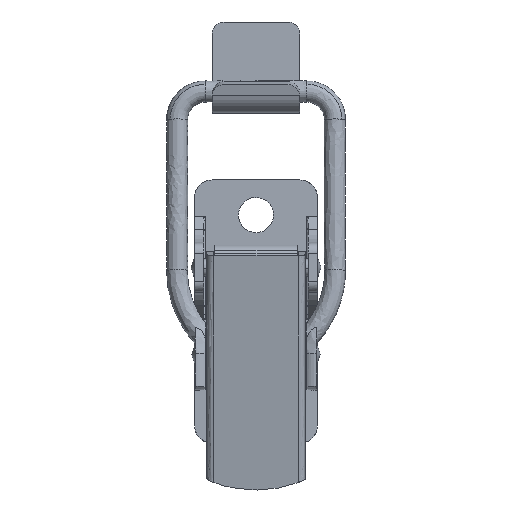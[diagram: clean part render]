
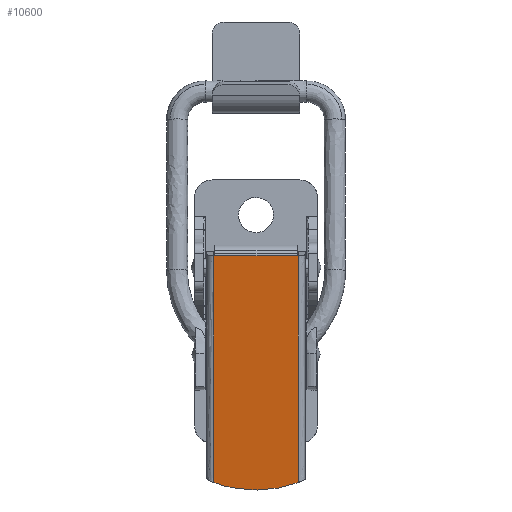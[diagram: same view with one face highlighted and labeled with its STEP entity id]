
A CAD part, front view. The second image highlights one B-rep face of the part: STEP entity #10600.
In plain terms, the highlighted free-form (B-spline) face has degree [1, 1] with [2, 2] control points.
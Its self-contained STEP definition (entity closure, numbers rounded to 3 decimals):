
#8314=CARTESIAN_POINT('',(-15.3,11.75,-45.697));
#8315=VERTEX_POINT('',#8314);
#8331=CARTESIAN_POINT('',(-15.3,-11.75,-45.697));
#8332=VERTEX_POINT('',#8331);
#8333=CARTESIAN_POINT('',(-15.3,-11.75,-45.697));
#8334=CARTESIAN_POINT('',(-15.3,11.75,-45.697));
#8335=QUASI_UNIFORM_CURVE('',1,(#8333,#8334),.UNSPECIFIED.,.F.,.U.);
#8336=EDGE_CURVE('',#8332,#8315,#8335,.T.);
#8614=CARTESIAN_POINT('',(-15.3,-11.75,-45.7));
#8615=VERTEX_POINT('',#8614);
#8616=CARTESIAN_POINT('',(-15.3,-11.75,-45.697));
#8617=CARTESIAN_POINT('',(-15.3,-11.75,-45.7));
#8618=QUASI_UNIFORM_CURVE('',1,(#8616,#8617),.UNSPECIFIED.,.F.,.U.);
#8619=EDGE_CURVE('',#8332,#8615,#8618,.T.);
#8647=CARTESIAN_POINT('',(-15.3,11.75,-45.7));
#8648=VERTEX_POINT('',#8647);
#8649=CARTESIAN_POINT('',(-15.3,11.75,-45.697));
#8650=CARTESIAN_POINT('',(-15.3,11.75,-45.7));
#8651=QUASI_UNIFORM_CURVE('',1,(#8649,#8650),.UNSPECIFIED.,.F.,.U.);
#8652=EDGE_CURVE('',#8315,#8648,#8651,.T.);
#10079=CARTESIAN_POINT('',(-15.3,-12.0,-45.7));
#10080=VERTEX_POINT('',#10079);
#10096=CARTESIAN_POINT('',(-15.3,-12.0,-111.075));
#10097=VERTEX_POINT('',#10096);
#10098=CARTESIAN_POINT('',(-15.3,-12.0,-111.075));
#10099=CARTESIAN_POINT('',(-15.3,-12.0,-45.7));
#10100=QUASI_UNIFORM_CURVE('',1,(#10098,#10099),.UNSPECIFIED.,.F.,.U.);
#10101=EDGE_CURVE('',#10097,#10080,#10100,.T.);
#10159=CARTESIAN_POINT('',(-15.3,12.0,-45.7));
#10160=VERTEX_POINT('',#10159);
#10181=CARTESIAN_POINT('',(-15.3,12.0,-111.075));
#10182=VERTEX_POINT('',#10181);
#10216=CARTESIAN_POINT('',(-15.3,12.0,-45.7));
#10217=CARTESIAN_POINT('',(-15.3,12.0,-111.075));
#10218=QUASI_UNIFORM_CURVE('',1,(#10216,#10217),.UNSPECIFIED.,.F.,.U.);
#10219=EDGE_CURVE('',#10160,#10182,#10218,.T.);
#10259=CARTESIAN_POINT('',(-15.3,-12.,-111.075));
#10260=CARTESIAN_POINT('',(-15.3,0.,-115.455));
#10261=CARTESIAN_POINT('',(-15.3,12.,-111.075));
#10269=(BOUNDED_CURVE()B_SPLINE_CURVE(2,(#10259,#10260,#10261),.UNSPECIFIED.,.F.,.U.)CURVE()GEOMETRIC_REPRESENTATION_ITEM()QUASI_UNIFORM_CURVE()RATIONAL_B_SPLINE_CURVE((1.0,0.939,1.0))REPRESENTATION_ITEM(''));
#10270=EDGE_CURVE('',#10097,#10182,#10269,.T.);
#10296=CARTESIAN_POINT('',(-15.3,-12.0,-45.7));
#10297=CARTESIAN_POINT('',(-15.3,-11.75,-45.7));
#10298=QUASI_UNIFORM_CURVE('',1,(#10296,#10297),.UNSPECIFIED.,.F.,.U.);
#10299=EDGE_CURVE('',#10080,#8615,#10298,.T.);
#10581=CARTESIAN_POINT('',(-15.3,-13.199,-42.326));
#10582=CARTESIAN_POINT('',(-15.3,-13.199,-116.568));
#10583=CARTESIAN_POINT('',(-15.3,13.199,-42.326));
#10584=CARTESIAN_POINT('',(-15.3,13.199,-116.568));
#10585=B_SPLINE_SURFACE_WITH_KNOTS('',1,1,((#10581,#10583),(#10582,#10584)),.UNSPECIFIED.,.F.,.F.,.U.,(2,2),(2,2),(0.0,74.242),(0.0,26.398),.UNSPECIFIED.);
#10586=ORIENTED_EDGE('',*,*,#8619,.F.);
#10587=ORIENTED_EDGE('',*,*,#8336,.T.);
#10588=ORIENTED_EDGE('',*,*,#8652,.T.);
#10589=CARTESIAN_POINT('',(-15.3,11.75,-45.7));
#10590=CARTESIAN_POINT('',(-15.3,12.0,-45.7));
#10591=QUASI_UNIFORM_CURVE('',1,(#10589,#10590),.UNSPECIFIED.,.F.,.U.);
#10592=EDGE_CURVE('',#8648,#10160,#10591,.T.);
#10593=ORIENTED_EDGE('',*,*,#10592,.T.);
#10594=ORIENTED_EDGE('',*,*,#10219,.T.);
#10595=ORIENTED_EDGE('',*,*,#10270,.F.);
#10596=ORIENTED_EDGE('',*,*,#10101,.T.);
#10597=ORIENTED_EDGE('',*,*,#10299,.T.);
#10598=EDGE_LOOP('',(#10586,#10587,#10588,#10593,#10594,#10595,#10596,#10597));
#10599=FACE_OUTER_BOUND('',#10598,.T.);
#10600=ADVANCED_FACE('',(#10599),#10585,.F.);
